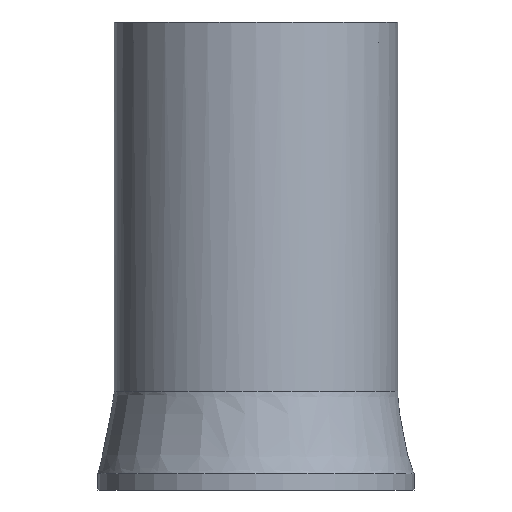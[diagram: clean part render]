
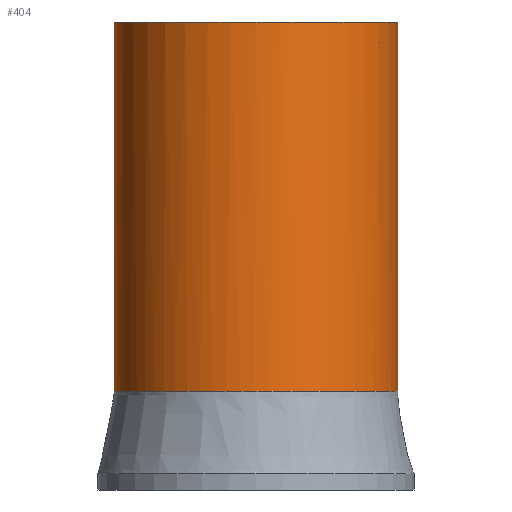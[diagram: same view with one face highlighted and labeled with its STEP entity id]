
A CAD part, front view. The second image highlights one B-rep face of the part: STEP entity #404.
In plain terms, the highlighted cylindrical face has radius 69 mm (diameter 138 mm), a full revolution.
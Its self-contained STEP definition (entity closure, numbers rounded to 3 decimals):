
#25=B_SPLINE_CURVE_WITH_KNOTS('',3,(#1007,#1008,#1009,#1010,#1011,#1012,
#1013,#1014,#1015,#1016,#1017,#1018,#1019,#1020,#1021,#1022,#1023,#1024,
#1025,#1026,#1027,#1028),.UNSPECIFIED.,.T.,.F.,(4,1,1,1,1,1,1,1,1,1,1,1,
1,1,1,1,1,1,1,4),(-3.142,-2.693,-2.244,
-1.945,-1.646,-1.346,-1.047,
-0.748,-0.449,-0.15,0.15,
0.449,0.748,1.047,1.346,1.646,
1.945,2.244,2.693,3.142),
 .UNSPECIFIED.);
#52=FACE_OUTER_BOUND('',#80,.T.);
#80=EDGE_LOOP('',(#300,#301,#302,#303));
#110=LINE('',#1032,#128);
#128=VECTOR('',#557,69.);
#153=CIRCLE('',#459,69.);
#187=VERTEX_POINT('',#990);
#189=VERTEX_POINT('',#1030);
#231=EDGE_CURVE('',#187,#187,#25,.T.);
#232=EDGE_CURVE('',#189,#189,#153,.T.);
#233=EDGE_CURVE('',#189,#187,#110,.T.);
#300=ORIENTED_EDGE('',*,*,#232,.F.);
#301=ORIENTED_EDGE('',*,*,#233,.T.);
#302=ORIENTED_EDGE('',*,*,#231,.F.);
#303=ORIENTED_EDGE('',*,*,#233,.F.);
#382=CYLINDRICAL_SURFACE('',#458,69.);
#404=ADVANCED_FACE('',(#52),#382,.T.);
#458=AXIS2_PLACEMENT_3D('',#1029,#553,#554);
#459=AXIS2_PLACEMENT_3D('',#1031,#555,#556);
#553=DIRECTION('center_axis',(0.,0.,1.));
#554=DIRECTION('ref_axis',(1.,0.,0.));
#555=DIRECTION('center_axis',(0.,0.,1.));
#556=DIRECTION('ref_axis',(1.,0.,0.));
#557=DIRECTION('',(0.,0.,-1.));
#990=CARTESIAN_POINT('',(-69.,0.,40.));
#1007=CARTESIAN_POINT('Ctrl Pts',(-69.,0.,40.));
#1008=CARTESIAN_POINT('Ctrl Pts',(-69.,10.322,40.));
#1009=CARTESIAN_POINT('Ctrl Pts',(-64.297,30.964,40.));
#1010=CARTESIAN_POINT('Ctrl Pts',(-46.687,53.026,40.));
#1011=CARTESIAN_POINT('Ctrl Pts',(-25.586,65.193,40.));
#1012=CARTESIAN_POINT('Ctrl Pts',(-5.235,69.844,40.));
#1013=CARTESIAN_POINT('Ctrl Pts',(15.585,68.281,40.));
#1014=CARTESIAN_POINT('Ctrl Pts',(35.019,60.655,40.));
#1015=CARTESIAN_POINT('Ctrl Pts',(51.341,47.638,40.));
#1016=CARTESIAN_POINT('Ctrl Pts',(63.103,30.389,40.));
#1017=CARTESIAN_POINT('Ctrl Pts',(69.255,10.438,40.));
#1018=CARTESIAN_POINT('Ctrl Pts',(69.257,-10.439,40.));
#1019=CARTESIAN_POINT('Ctrl Pts',(63.102,-30.388,40.));
#1020=CARTESIAN_POINT('Ctrl Pts',(51.341,-47.638,40.));
#1021=CARTESIAN_POINT('Ctrl Pts',(35.019,-60.655,40.));
#1022=CARTESIAN_POINT('Ctrl Pts',(15.586,-68.282,40.));
#1023=CARTESIAN_POINT('Ctrl Pts',(-5.235,-69.842,40.));
#1024=CARTESIAN_POINT('Ctrl Pts',(-25.586,-65.195,40.));
#1025=CARTESIAN_POINT('Ctrl Pts',(-46.687,-53.025,40.));
#1026=CARTESIAN_POINT('Ctrl Pts',(-64.297,-30.965,40.));
#1027=CARTESIAN_POINT('Ctrl Pts',(-69.,-10.322,40.));
#1028=CARTESIAN_POINT('Ctrl Pts',(-69.,0.,40.));
#1029=CARTESIAN_POINT('Origin',(0.,0.,0.));
#1030=CARTESIAN_POINT('',(-69.,0.,220.));
#1031=CARTESIAN_POINT('Origin',(0.,0.,220.));
#1032=CARTESIAN_POINT('',(-69.,0.,0.));
